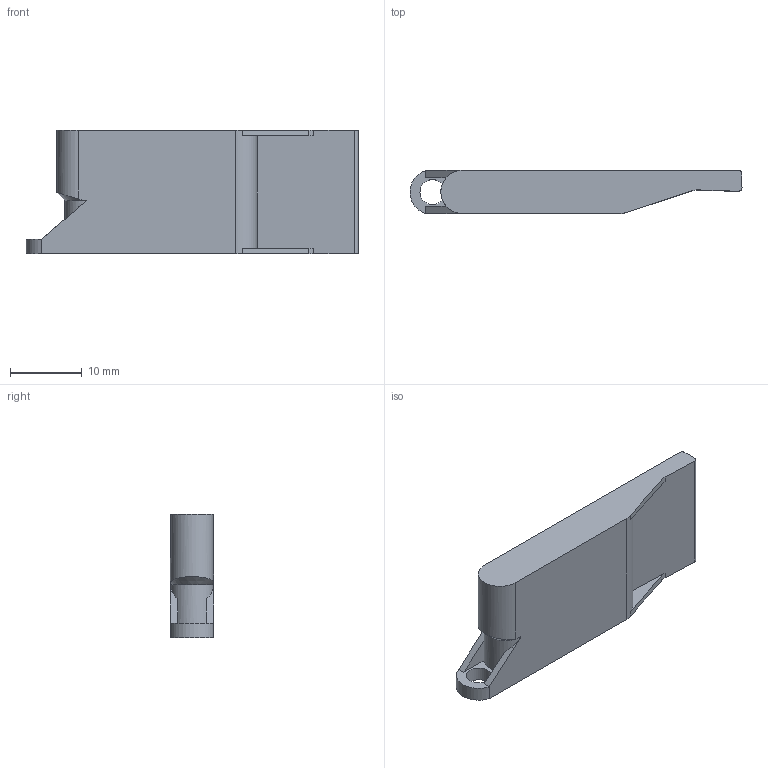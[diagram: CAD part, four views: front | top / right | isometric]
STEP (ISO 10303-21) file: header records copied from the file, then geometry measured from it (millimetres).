
FILE_DESCRIPTION(/* description */ (''),/* implementation_level */ '2;1');
FILE_NAME(/* name */ 'Whistle V2.1 - Optimized v7.step',/* time_stamp */ '2026-01-26T09:03:22-06:00',/* author */ (''),/* organization */ (''),/* preprocessor_version */ 'ST-DEVELOPER v20.1',/* originating_system */ 'Autodesk Translation Framework v14.21.0.0',/* authorisation */ '');
FILE_SCHEMA (('AUTOMOTIVE_DESIGN { 1 0 10303 214 3 1 1 }'));
Length unit declared in the file: millimetre
Products named in the file (2): Whistle V2 - Optimized; Dual Chamber Whistle - Template v1
Assembly tree (1 placements, depth 2):
  Whistle V2 - Optimized
    Dual Chamber Whistle - Template v1
Bounding box: 46.19 x 6 x 17.2 mm (x, y, z)
Volume: 1888.3 mm3; surface area: 3706 mm2
Topology: 1 solids, 1 shells, 76 faces, 210 edges, 136 vertices
Faces by surface type: plane 51, cylinder 20, cone 5
Full cylindrical faces by diameter (mm): 1.5 x1, 3.5 x1
Entity records: 2502 total; most frequent: CARTESIAN_POINT 454, ORIENTED_EDGE 420, DIRECTION 412, EDGE_CURVE 210, LINE 160, VECTOR 160, VERTEX_POINT 136, AXIS2_PLACEMENT_3D 126
